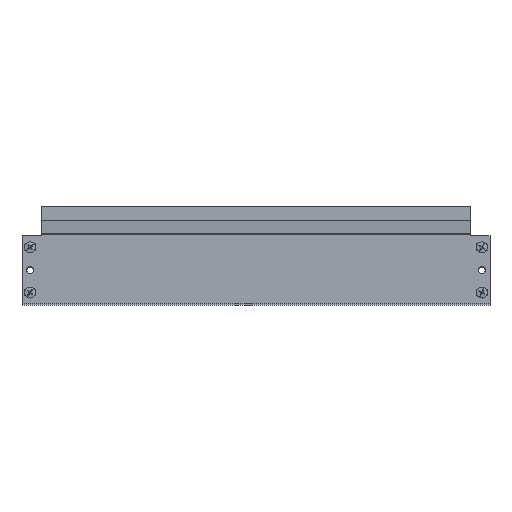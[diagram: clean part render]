
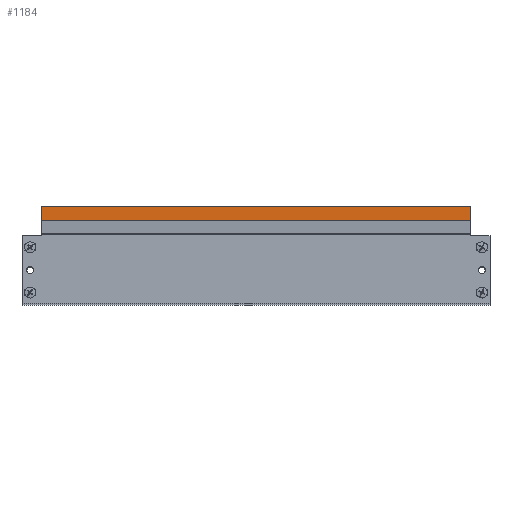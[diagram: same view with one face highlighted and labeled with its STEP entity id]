
A CAD part, top view. The second image highlights one B-rep face of the part: STEP entity #1184.
In plain terms, the highlighted planar face has unit normal (0, 0, 1).
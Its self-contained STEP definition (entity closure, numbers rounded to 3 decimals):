
#147 = VERTEX_POINT ( 'NONE', #728 ) ;
#301 = LINE ( 'NONE', #310, #750 ) ;
#310 = CARTESIAN_POINT ( 'NONE',  ( 236., 0., 1.2 ) ) ;
#362 = CARTESIAN_POINT ( 'NONE',  ( -236., 0., 1.2 ) ) ;
#455 = CARTESIAN_POINT ( 'NONE',  ( 258., -14.948, 1.2 ) ) ;
#523 = VERTEX_POINT ( 'NONE', #2819 ) ;
#570 = EDGE_CURVE ( 'NONE', #523, #903, #1059, .T. ) ;
#728 = CARTESIAN_POINT ( 'NONE',  ( 236., -14.948, 1.2 ) ) ;
#744 = DIRECTION ( 'NONE',  ( -1., 0., 0. ) ) ;
#750 = VECTOR ( 'NONE', #2103, 1000. ) ;
#851 = LINE ( 'NONE', #1793, #2594 ) ;
#903 = VERTEX_POINT ( 'NONE', #2097 ) ;
#905 = ORIENTED_EDGE ( 'NONE', *, *, #570, .F. ) ;
#1059 = LINE ( 'NONE', #362, #1548 ) ;
#1128 = LINE ( 'NONE', #455, #1867 ) ;
#1184 = ADVANCED_FACE ( 'NONE', ( #2765 ), #3707, .F. ) ;
#1530 = EDGE_LOOP ( 'NONE', ( #3596, #905, #1719, #2887 ) ) ;
#1548 = VECTOR ( 'NONE', #3422, 1000. ) ;
#1550 = EDGE_CURVE ( 'NONE', #2289, #903, #851, .T. ) ;
#1719 = ORIENTED_EDGE ( 'NONE', *, *, #2295, .F. ) ;
#1793 = CARTESIAN_POINT ( 'NONE',  ( 258., 0., 1.2 ) ) ;
#1867 = VECTOR ( 'NONE', #744, 1000. ) ;
#1923 = AXIS2_PLACEMENT_3D ( 'NONE', #3723, #2224, #2842 ) ;
#2003 = CARTESIAN_POINT ( 'NONE',  ( 236., 0., 1.2 ) ) ;
#2052 = DIRECTION ( 'NONE',  ( -1., 0., 0. ) ) ;
#2097 = CARTESIAN_POINT ( 'NONE',  ( -236., 0., 1.2 ) ) ;
#2103 = DIRECTION ( 'NONE',  ( 0., -1., 0. ) ) ;
#2224 = DIRECTION ( 'NONE',  ( 0., 0., -1. ) ) ;
#2289 = VERTEX_POINT ( 'NONE', #2003 ) ;
#2295 = EDGE_CURVE ( 'NONE', #147, #523, #1128, .T. ) ;
#2545 = EDGE_CURVE ( 'NONE', #2289, #147, #301, .T. ) ;
#2594 = VECTOR ( 'NONE', #2052, 1000. ) ;
#2765 = FACE_OUTER_BOUND ( 'NONE', #1530, .T. ) ;
#2819 = CARTESIAN_POINT ( 'NONE',  ( -236., -14.948, 1.2 ) ) ;
#2842 = DIRECTION ( 'NONE',  ( 0., 1., 0. ) ) ;
#2887 = ORIENTED_EDGE ( 'NONE', *, *, #2545, .F. ) ;
#3422 = DIRECTION ( 'NONE',  ( 0., 1., 0. ) ) ;
#3596 = ORIENTED_EDGE ( 'NONE', *, *, #1550, .T. ) ;
#3707 = PLANE ( 'NONE',  #1923 ) ;
#3723 = CARTESIAN_POINT ( 'NONE',  ( 258., 0., 1.2 ) ) ;
